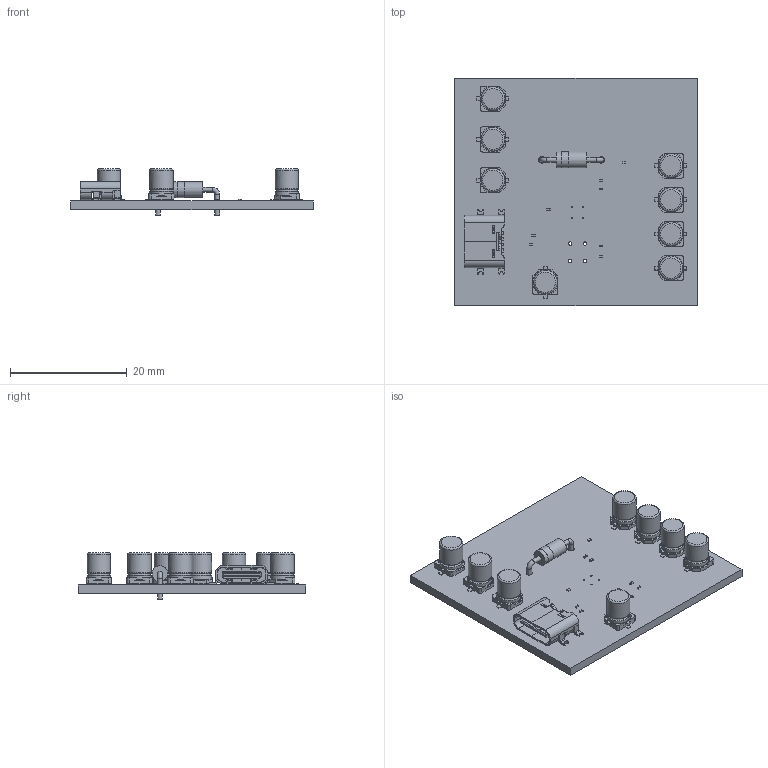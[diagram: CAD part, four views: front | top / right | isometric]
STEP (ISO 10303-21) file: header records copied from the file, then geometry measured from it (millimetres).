
FILE_DESCRIPTION(('KiCad electronic assembly'),'2;1');
FILE_NAME('projekt1.step','2025-06-30T09:29:53',('Pcbnew'),('Kicad'), 'Open CASCADE STEP processor 7.8','KiCad to STEP converter','Unknown' );
FILE_SCHEMA(('AUTOMOTIVE_DESIGN { 1 0 10303 214 1 1 1 1 }'));
Length unit declared in the file: millimetre
Products named in the file (6): projekt1 1; D_DO-41_SOD81_P10.16mm_Horizontal; C_Elec_4x5.4; R_0201_0603Metric; USB_C_Receptacle_GCT_USB4135-GF-A_6P_TopMnt_Horizontal; projekt1_PCB
Assembly tree (19 placements, depth 2):
  projekt1 1
    D_DO-41_SOD81_P10.16mm_Horizontal
    C_Elec_4x5.4  x8
    R_0201_0603Metric  x8
    USB_C_Receptacle_GCT_USB4135-GF-A_6P_TopMnt_Horizontal
    projekt1_PCB
Bounding box: 41.5 x 39 x 7.9 mm (x, y, z)
Volume: 3121.4 mm3; surface area: 5028.3 mm2
Topology: 42 solids, 42 shells, 1123 faces, 2781 edges, 1750 vertices
Faces by surface type: plane 778, cylinder 303, torus 18, bspline 16, revolution 8
Full cylindrical faces by diameter (mm): 0.02 x8, 0.2 x4, 0.62 x4, 0.8 x4, 1.1 x2, 2.7 x2, 2.72 x1, 4 x16
Entity records: 24014 total; most frequent: CARTESIAN_POINT 3440, DIRECTION 3309, ORIENTED_EDGE 3254, EDGE_CURVE 1619, LINE 1262, VECTOR 1262, AXIS2_PLACEMENT_3D 1023, VERTEX_POINT 1008
